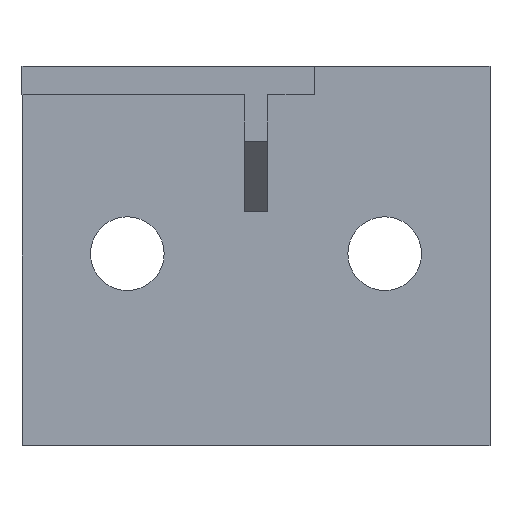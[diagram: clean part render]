
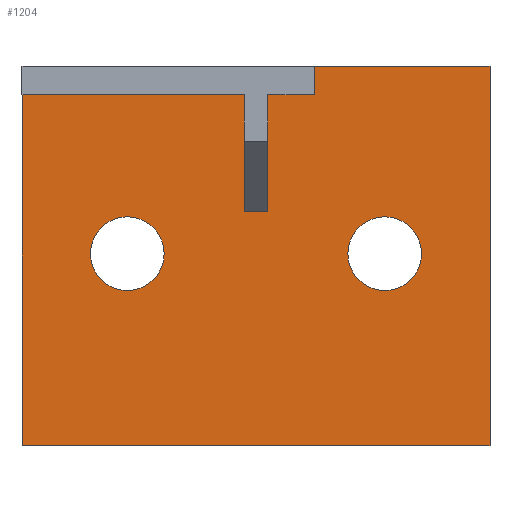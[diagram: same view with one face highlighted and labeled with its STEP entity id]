
A CAD part, left-side view. The second image highlights one B-rep face of the part: STEP entity #1204.
In plain terms, the highlighted planar face has unit normal (-1, 0, 0).
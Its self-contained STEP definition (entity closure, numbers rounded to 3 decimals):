
#4 = CARTESIAN_POINT ( 'NONE',  ( 145., 25., -30. ) ) ;
#38 = EDGE_CURVE ( 'NONE', #652, #317, #1445, .T. ) ;
#45 = DIRECTION ( 'NONE',  ( 0., 0., 1. ) ) ;
#60 = CARTESIAN_POINT ( 'NONE',  ( 145., 4., -10. ) ) ;
#62 = VERTEX_POINT ( 'NONE', #392 ) ;
#69 = VERTEX_POINT ( 'NONE', #876 ) ;
#71 = ORIENTED_EDGE ( 'NONE', *, *, #424, .F. ) ;
#79 = CARTESIAN_POINT ( 'NONE',  ( 145., 6., -10. ) ) ;
#95 = CARTESIAN_POINT ( 'NONE',  ( 145., 25., -30. ) ) ;
#122 = EDGE_CURVE ( 'NONE', #991, #496, #252, .T. ) ;
#136 = VECTOR ( 'NONE', #369, 1000. ) ;
#142 = EDGE_CURVE ( 'NONE', #806, #1392, #976, .T. ) ;
#151 = ORIENTED_EDGE ( 'NONE', *, *, #122, .F. ) ;
#154 = ORIENTED_EDGE ( 'NONE', *, *, #633, .F. ) ;
#156 = LINE ( 'NONE', #632, #1231 ) ;
#159 = VECTOR ( 'NONE', #1414, 1000. ) ;
#181 = ORIENTED_EDGE ( 'NONE', *, *, #855, .F. ) ;
#188 = CARTESIAN_POINT ( 'NONE',  ( 145., -6., -13.6 ) ) ;
#190 = CARTESIAN_POINT ( 'NONE',  ( 145., 4., -10. ) ) ;
#203 = VERTEX_POINT ( 'NONE', #1271 ) ;
#222 = CARTESIAN_POINT ( 'NONE',  ( 145., -6., -10.45 ) ) ;
#232 = DIRECTION ( 'NONE',  ( 0., 0., 1. ) ) ;
#252 = LINE ( 'NONE', #611, #310 ) ;
#267 = EDGE_CURVE ( 'NONE', #1561, #62, #360, .T. ) ;
#271 = CARTESIAN_POINT ( 'NONE',  ( 145., 25., 42.711 ) ) ;
#310 = VECTOR ( 'NONE', #1235, 1000. ) ;
#313 = AXIS2_PLACEMENT_3D ( 'NONE', #432, #416, #655 ) ;
#317 = VERTEX_POINT ( 'NONE', #1177 ) ;
#327 = EDGE_CURVE ( 'NONE', #1296, #1009, #931, .T. ) ;
#348 = CARTESIAN_POINT ( 'NONE',  ( 145., 6., 0. ) ) ;
#360 = CIRCLE ( 'NONE', #1314, 3.15 ) ;
#369 = DIRECTION ( 'NONE',  ( 0., 1., 0. ) ) ;
#392 = CARTESIAN_POINT ( 'NONE',  ( 145., 16., -16.75 ) ) ;
#416 = DIRECTION ( 'NONE',  ( -1., 0., 0. ) ) ;
#424 = EDGE_CURVE ( 'NONE', #69, #578, #1159, .T. ) ;
#428 = ORIENTED_EDGE ( 'NONE', *, *, #327, .F. ) ;
#431 = LINE ( 'NONE', #919, #159 ) ;
#432 = CARTESIAN_POINT ( 'NONE',  ( 145., -6., -13.6 ) ) ;
#442 = AXIS2_PLACEMENT_3D ( 'NONE', #689, #939, #232 ) ;
#450 = DIRECTION ( 'NONE',  ( 0., -1., 0. ) ) ;
#459 = EDGE_CURVE ( 'NONE', #578, #69, #487, .T. ) ;
#480 = DIRECTION ( 'NONE',  ( -1., 0., 0. ) ) ;
#487 = CIRCLE ( 'NONE', #313, 3.15 ) ;
#496 = VERTEX_POINT ( 'NONE', #906 ) ;
#497 = CARTESIAN_POINT ( 'NONE',  ( 145., 25., 42.711 ) ) ;
#516 = ORIENTED_EDGE ( 'NONE', *, *, #1291, .F. ) ;
#561 = CARTESIAN_POINT ( 'NONE',  ( 145., 0., 2.4 ) ) ;
#578 = VERTEX_POINT ( 'NONE', #222 ) ;
#596 = CIRCLE ( 'NONE', #442, 3.15 ) ;
#611 = CARTESIAN_POINT ( 'NONE',  ( 145., -15., 42.711 ) ) ;
#615 = VECTOR ( 'NONE', #1551, 1000. ) ;
#621 = LINE ( 'NONE', #4, #136 ) ;
#625 = CARTESIAN_POINT ( 'NONE',  ( 145., 0., 2.4 ) ) ;
#632 = CARTESIAN_POINT ( 'NONE',  ( 145., 4., -10. ) ) ;
#633 = EDGE_CURVE ( 'NONE', #62, #1561, #596, .T. ) ;
#650 = ORIENTED_EDGE ( 'NONE', *, *, #1457, .F. ) ;
#652 = VERTEX_POINT ( 'NONE', #348 ) ;
#655 = DIRECTION ( 'NONE',  ( 0., 0., 1. ) ) ;
#689 = CARTESIAN_POINT ( 'NONE',  ( 145., 16., -13.6 ) ) ;
#752 = CARTESIAN_POINT ( 'NONE',  ( 145., 0., 0. ) ) ;
#754 = DIRECTION ( 'NONE',  ( 0., 0., 1. ) ) ;
#771 = DIRECTION ( 'NONE',  ( 0., 0., -1. ) ) ;
#777 = DIRECTION ( 'NONE',  ( 0., -1., 0. ) ) ;
#806 = VERTEX_POINT ( 'NONE', #752 ) ;
#835 = CARTESIAN_POINT ( 'NONE',  ( 145., -15., 2.4 ) ) ;
#837 = ORIENTED_EDGE ( 'NONE', *, *, #142, .F. ) ;
#841 = VECTOR ( 'NONE', #1469, 1000. ) ;
#855 = EDGE_CURVE ( 'NONE', #652, #203, #1399, .T. ) ;
#873 = FACE_BOUND ( 'NONE', #1438, .T. ) ;
#876 = CARTESIAN_POINT ( 'NONE',  ( 145., -6., -16.75 ) ) ;
#882 = ORIENTED_EDGE ( 'NONE', *, *, #38, .T. ) ;
#886 = CARTESIAN_POINT ( 'NONE',  ( 145., 16., -13.6 ) ) ;
#906 = CARTESIAN_POINT ( 'NONE',  ( 145., -15., -30. ) ) ;
#919 = CARTESIAN_POINT ( 'NONE',  ( 145., 0., 0. ) ) ;
#931 = LINE ( 'NONE', #190, #615 ) ;
#939 = DIRECTION ( 'NONE',  ( -1., 0., 0. ) ) ;
#943 = EDGE_CURVE ( 'NONE', #806, #1009, #431, .T. ) ;
#944 = ORIENTED_EDGE ( 'NONE', *, *, #1563, .T. ) ;
#966 = DIRECTION ( 'NONE',  ( 0., 0., 1. ) ) ;
#969 = LINE ( 'NONE', #497, #1340 ) ;
#976 = LINE ( 'NONE', #625, #841 ) ;
#991 = VERTEX_POINT ( 'NONE', #835 ) ;
#993 = VECTOR ( 'NONE', #1156, 1000. ) ;
#1009 = VERTEX_POINT ( 'NONE', #1549 ) ;
#1044 = DIRECTION ( 'NONE',  ( -1., 0., 0. ) ) ;
#1067 = ORIENTED_EDGE ( 'NONE', *, *, #1520, .F. ) ;
#1086 = VECTOR ( 'NONE', #450, 1000. ) ;
#1156 = DIRECTION ( 'NONE',  ( 0., 1., 0. ) ) ;
#1159 = CIRCLE ( 'NONE', #1186, 3.15 ) ;
#1161 = VECTOR ( 'NONE', #771, 1000. ) ;
#1177 = CARTESIAN_POINT ( 'NONE',  ( 145., 25., 0. ) ) ;
#1186 = AXIS2_PLACEMENT_3D ( 'NONE', #188, #1044, #45 ) ;
#1189 = CARTESIAN_POINT ( 'NONE',  ( 145., 25., 2.4 ) ) ;
#1192 = ORIENTED_EDGE ( 'NONE', *, *, #943, .T. ) ;
#1204 = ADVANCED_FACE ( 'NONE', ( #1485, #873, #1368 ), #1218, .T. ) ;
#1218 = PLANE ( 'NONE',  #1390 ) ;
#1223 = DIRECTION ( 'NONE',  ( 0., 0., -1. ) ) ;
#1231 = VECTOR ( 'NONE', #777, 1000. ) ;
#1235 = DIRECTION ( 'NONE',  ( 0., 0., -1. ) ) ;
#1249 = CARTESIAN_POINT ( 'NONE',  ( 145., 0., 0. ) ) ;
#1271 = CARTESIAN_POINT ( 'NONE',  ( 145., 6., -10. ) ) ;
#1291 = EDGE_CURVE ( 'NONE', #203, #1296, #156, .T. ) ;
#1293 = EDGE_LOOP ( 'NONE', ( #1413, #154 ) ) ;
#1296 = VERTEX_POINT ( 'NONE', #60 ) ;
#1298 = LINE ( 'NONE', #1189, #1086 ) ;
#1314 = AXIS2_PLACEMENT_3D ( 'NONE', #886, #1379, #754 ) ;
#1340 = VECTOR ( 'NONE', #1223, 1000. ) ;
#1342 = EDGE_LOOP ( 'NONE', ( #1192, #428, #516, #181, #882, #944, #1067, #151, #650, #837 ) ) ;
#1358 = CARTESIAN_POINT ( 'NONE',  ( 145., 16., -10.45 ) ) ;
#1368 = FACE_OUTER_BOUND ( 'NONE', #1342, .T. ) ;
#1376 = VERTEX_POINT ( 'NONE', #95 ) ;
#1379 = DIRECTION ( 'NONE',  ( -1., 0., 0. ) ) ;
#1390 = AXIS2_PLACEMENT_3D ( 'NONE', #271, #480, #966 ) ;
#1392 = VERTEX_POINT ( 'NONE', #561 ) ;
#1399 = LINE ( 'NONE', #79, #1161 ) ;
#1413 = ORIENTED_EDGE ( 'NONE', *, *, #267, .F. ) ;
#1414 = DIRECTION ( 'NONE',  ( 0., 1., 0. ) ) ;
#1438 = EDGE_LOOP ( 'NONE', ( #1514, #71 ) ) ;
#1445 = LINE ( 'NONE', #1249, #993 ) ;
#1457 = EDGE_CURVE ( 'NONE', #1392, #991, #1298, .T. ) ;
#1469 = DIRECTION ( 'NONE',  ( 0., 0., 1. ) ) ;
#1485 = FACE_BOUND ( 'NONE', #1293, .T. ) ;
#1514 = ORIENTED_EDGE ( 'NONE', *, *, #459, .F. ) ;
#1520 = EDGE_CURVE ( 'NONE', #496, #1376, #621, .T. ) ;
#1549 = CARTESIAN_POINT ( 'NONE',  ( 145., 4., 0. ) ) ;
#1551 = DIRECTION ( 'NONE',  ( 0., 0., 1. ) ) ;
#1561 = VERTEX_POINT ( 'NONE', #1358 ) ;
#1563 = EDGE_CURVE ( 'NONE', #317, #1376, #969, .T. ) ;
